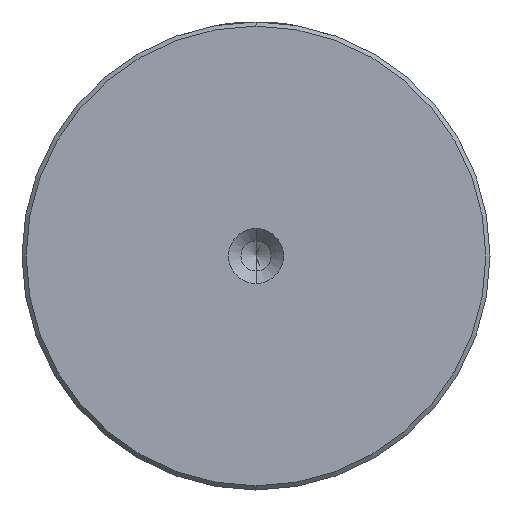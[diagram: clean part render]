
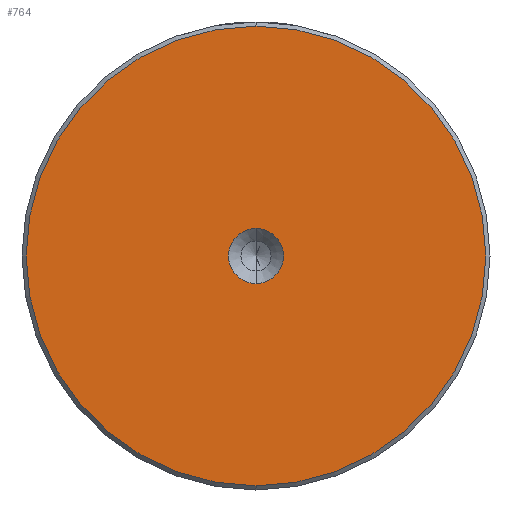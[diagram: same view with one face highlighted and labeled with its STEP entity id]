
A CAD part, left-side view. The second image highlights one B-rep face of the part: STEP entity #764.
In plain terms, the highlighted planar face has unit normal (-1, 0, 0).
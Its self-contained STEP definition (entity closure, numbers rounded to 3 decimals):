
#10 = ORIENTED_EDGE ( 'NONE', *, *, #2456, .T. ) ;
#50 = CARTESIAN_POINT ( 'NONE',  ( 0., 0., 0. ) ) ;
#79 = CIRCLE ( 'NONE', #731, 3.3 ) ;
#246 = DIRECTION ( 'NONE',  ( 0., 0., 1. ) ) ;
#274 = VERTEX_POINT ( 'NONE', #1180 ) ;
#293 = AXIS2_PLACEMENT_3D ( 'NONE', #1455, #310, #1655 ) ;
#310 = DIRECTION ( 'NONE',  ( -1., 0., 0. ) ) ;
#316 = ORIENTED_EDGE ( 'NONE', *, *, #1352, .F. ) ;
#517 = CARTESIAN_POINT ( 'NONE',  ( 0., 0., -27.5 ) ) ;
#645 = CIRCLE ( 'NONE', #1593, 3.3 ) ;
#708 = FACE_OUTER_BOUND ( 'NONE', #1044, .T. ) ;
#731 = AXIS2_PLACEMENT_3D ( 'NONE', #1923, #782, #2124 ) ;
#764 = ADVANCED_FACE ( 'NONE', ( #708, #2173 ), #1473, .T. ) ;
#782 = DIRECTION ( 'NONE',  ( -1., 0., 0. ) ) ;
#849 = DIRECTION ( 'NONE',  ( -1., 0., 0. ) ) ;
#1044 = EDGE_LOOP ( 'NONE', ( #1935, #10 ) ) ;
#1140 = CIRCLE ( 'NONE', #293, 27.5 ) ;
#1180 = CARTESIAN_POINT ( 'NONE',  ( 0., 0., 27.5 ) ) ;
#1287 = DIRECTION ( 'NONE',  ( 0., 0., 1. ) ) ;
#1350 = ORIENTED_EDGE ( 'NONE', *, *, #1725, .F. ) ;
#1352 = EDGE_CURVE ( 'NONE', #2000, #2076, #645, .T. ) ;
#1394 = DIRECTION ( 'NONE',  ( -1., 0., 0. ) ) ;
#1425 = EDGE_CURVE ( 'NONE', #1607, #274, #1981, .T. ) ;
#1455 = CARTESIAN_POINT ( 'NONE',  ( 0., 0., 0. ) ) ;
#1473 = PLANE ( 'NONE',  #2458 ) ;
#1491 = CARTESIAN_POINT ( 'NONE',  ( 0., 0., 0. ) ) ;
#1593 = AXIS2_PLACEMENT_3D ( 'NONE', #50, #1394, #246 ) ;
#1607 = VERTEX_POINT ( 'NONE', #517 ) ;
#1655 = DIRECTION ( 'NONE',  ( 0., 0., 1. ) ) ;
#1725 = EDGE_CURVE ( 'NONE', #2076, #2000, #79, .T. ) ;
#1819 = CARTESIAN_POINT ( 'NONE',  ( 0., 0., -3.3 ) ) ;
#1823 = DIRECTION ( 'NONE',  ( -1., 0., 0. ) ) ;
#1923 = CARTESIAN_POINT ( 'NONE',  ( 0., 0., 0. ) ) ;
#1935 = ORIENTED_EDGE ( 'NONE', *, *, #1425, .T. ) ;
#1981 = CIRCLE ( 'NONE', #2113, 27.5 ) ;
#1986 = CARTESIAN_POINT ( 'NONE',  ( 0., 0., 0. ) ) ;
#2000 = VERTEX_POINT ( 'NONE', #1819 ) ;
#2076 = VERTEX_POINT ( 'NONE', #2213 ) ;
#2112 = EDGE_LOOP ( 'NONE', ( #1350, #316 ) ) ;
#2113 = AXIS2_PLACEMENT_3D ( 'NONE', #1986, #849, #2188 ) ;
#2124 = DIRECTION ( 'NONE',  ( 0., 0., 1. ) ) ;
#2173 = FACE_BOUND ( 'NONE', #2112, .T. ) ;
#2188 = DIRECTION ( 'NONE',  ( 0., 0., 1. ) ) ;
#2213 = CARTESIAN_POINT ( 'NONE',  ( 0., 0., 3.3 ) ) ;
#2456 = EDGE_CURVE ( 'NONE', #274, #1607, #1140, .T. ) ;
#2458 = AXIS2_PLACEMENT_3D ( 'NONE', #1491, #1823, #1287 ) ;
